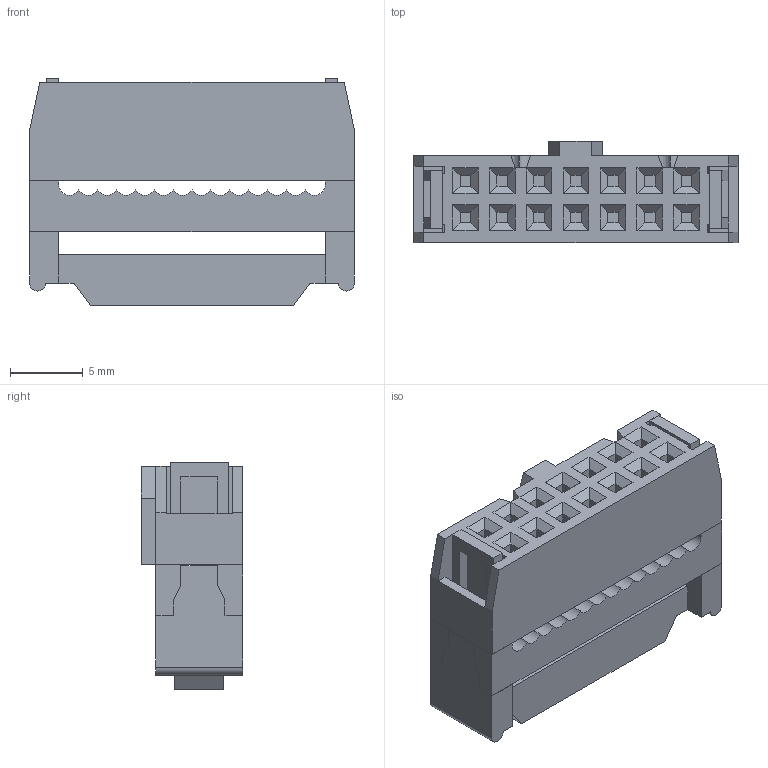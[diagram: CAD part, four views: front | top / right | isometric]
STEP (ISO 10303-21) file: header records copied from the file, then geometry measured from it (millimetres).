
FILE_DESCRIPTION(/* description */ ('Amphenol IDC Socket Strain Relief'),/* implementation_level */ '2;1');
FILE_NAME(/* name */ '2.54mm IDC Socket - Amphenol T812.stp',/* time_stamp */ '2013-08-07T10:16:11+10:00',/* author */ ('sdarley'),/* organization */ (''),/* preprocessor_version */ 'ST-DEVELOPER v15.2',/* originating_system */ 'Autodesk Inventor 2014',/* authorisation */ '');
FILE_SCHEMA (('AUTOMOTIVE_DESIGN { 1 0 10303 214 3 1 1 }'));
Length unit declared in the file: millimetre
Products named in the file (4): Amphenol IDC Socket Strain Relief; Amphenol IDC Socket Crimp; Amphenol IDC Socket Housing; 2.54mm IDC Socket - Amphenol T812
Bounding box: 22.4 x 7 x 15.66 mm (x, y, z)
Volume: 1282.3 mm3; surface area: 2019.1 mm2
Topology: 3 solids, 3 shells, 262 faces, 724 edges, 460 vertices
Faces by surface type: plane 232, cylinder 30
Entity records: 8292 total; most frequent: CARTESIAN_POINT 1453, ORIENTED_EDGE 1448, DIRECTION 1322, EDGE_CURVE 724, LINE 664, VECTOR 664, VERTEX_POINT 460, AXIS2_PLACEMENT_3D 329
